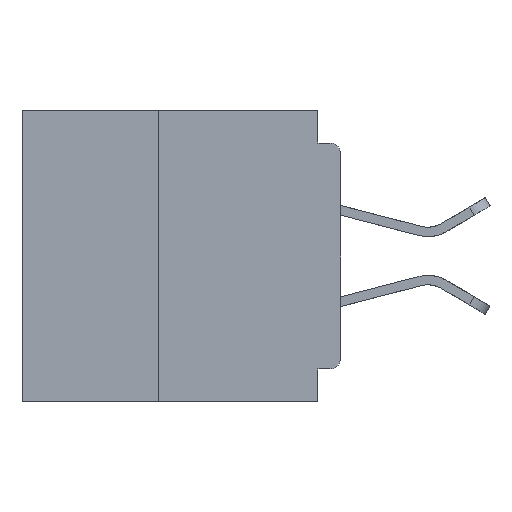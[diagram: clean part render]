
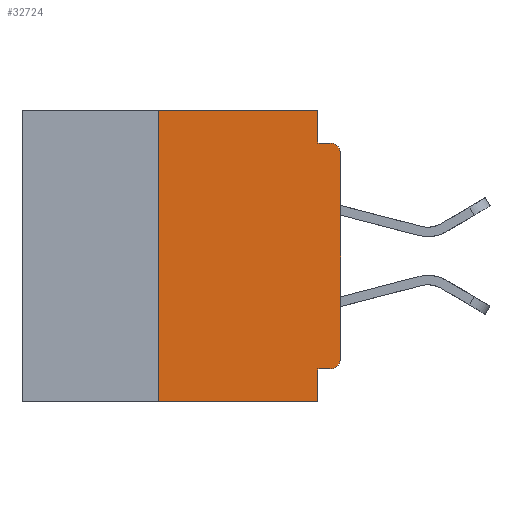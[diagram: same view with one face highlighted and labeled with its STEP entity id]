
A CAD part, left-side view. The second image highlights one B-rep face of the part: STEP entity #32724.
In plain terms, the highlighted planar face has unit normal (-1, 0, 0).
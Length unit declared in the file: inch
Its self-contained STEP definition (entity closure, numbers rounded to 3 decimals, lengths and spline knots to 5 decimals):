
#28 = CARTESIAN_POINT ( 'NONE',  ( 0., 0.031, -0.355 ) ) ;
#144 = EDGE_LOOP ( 'NONE', ( #35704, #9481, #33918, #31974, #26165, #28970, #24236, #21545, #4999, #34175 ) ) ;
#173 = VERTEX_POINT ( 'NONE', #33457 ) ;
#2067 = CIRCLE ( 'NONE', #27572, 0.015 ) ;
#2482 = CARTESIAN_POINT ( 'NONE',  ( 0., 0.031, 0. ) ) ;
#2697 = VECTOR ( 'NONE', #15910, 39.37008 ) ;
#2886 = PLANE ( 'NONE',  #23845 ) ;
#3402 = AXIS2_PLACEMENT_3D ( 'NONE', #14989, #34939, #17886 ) ;
#4152 = VERTEX_POINT ( 'NONE', #16980 ) ;
#4495 = LINE ( 'NONE', #5880, #19975 ) ;
#4653 = EDGE_CURVE ( 'NONE', #13255, #4152, #2067, .T. ) ;
#4744 = CARTESIAN_POINT ( 'NONE',  ( 0., 0.25, 0. ) ) ;
#4999 = ORIENTED_EDGE ( 'NONE', *, *, #22785, .F. ) ;
#5418 = CARTESIAN_POINT ( 'NONE',  ( 0., 0.031, -0.4 ) ) ;
#5880 = CARTESIAN_POINT ( 'NONE',  ( 0., 0.25, -0.4 ) ) ;
#6916 = LINE ( 'NONE', #13527, #13779 ) ;
#7128 = DIRECTION ( 'NONE',  ( 0., 0., -1. ) ) ;
#7135 = DIRECTION ( 'NONE',  ( -1., 0., 0. ) ) ;
#7175 = CARTESIAN_POINT ( 'NONE',  ( 0., 0.015, -0.06 ) ) ;
#7492 = DIRECTION ( 'NONE',  ( 0., -1., 0. ) ) ;
#7503 = VERTEX_POINT ( 'NONE', #35509 ) ;
#7666 = DIRECTION ( 'NONE',  ( 0., 1., 0. ) ) ;
#8640 = LINE ( 'NONE', #36805, #15500 ) ;
#8746 = CARTESIAN_POINT ( 'NONE',  ( 0., 0., -0.06 ) ) ;
#8790 = DIRECTION ( 'NONE',  ( 0., 0., -1. ) ) ;
#8814 = DIRECTION ( 'NONE',  ( 0., 0., 1. ) ) ;
#9028 = DIRECTION ( 'NONE',  ( 0., 0., -1. ) ) ;
#9266 = VECTOR ( 'NONE', #9028, 39.37008 ) ;
#9481 = ORIENTED_EDGE ( 'NONE', *, *, #4653, .T. ) ;
#10810 = EDGE_CURVE ( 'NONE', #28501, #15645, #23311, .T. ) ;
#10965 = EDGE_CURVE ( 'NONE', #31531, #18122, #24646, .T. ) ;
#11234 = LINE ( 'NONE', #21949, #25694 ) ;
#12671 = FACE_OUTER_BOUND ( 'NONE', #144, .T. ) ;
#13255 = VERTEX_POINT ( 'NONE', #8746 ) ;
#13527 = CARTESIAN_POINT ( 'NONE',  ( 0., 0., -0.355 ) ) ;
#13779 = VECTOR ( 'NONE', #7666, 39.37008 ) ;
#14989 = CARTESIAN_POINT ( 'NONE',  ( 0., 0.015, -0.34 ) ) ;
#15500 = VECTOR ( 'NONE', #19795, 39.37008 ) ;
#15645 = VERTEX_POINT ( 'NONE', #30898 ) ;
#15910 = DIRECTION ( 'NONE',  ( 0., -1., 0. ) ) ;
#16980 = CARTESIAN_POINT ( 'NONE',  ( 0., 0.015, -0.045 ) ) ;
#17886 = DIRECTION ( 'NONE',  ( 0., 0., -1. ) ) ;
#18122 = VERTEX_POINT ( 'NONE', #5418 ) ;
#19146 = LINE ( 'NONE', #27328, #2697 ) ;
#19795 = DIRECTION ( 'NONE',  ( 0., 0., 1. ) ) ;
#19975 = VECTOR ( 'NONE', #8814, 39.37008 ) ;
#20397 = VERTEX_POINT ( 'NONE', #4744 ) ;
#20560 = VERTEX_POINT ( 'NONE', #25762 ) ;
#20969 = DIRECTION ( 'NONE',  ( 0., -1., 0. ) ) ;
#21545 = ORIENTED_EDGE ( 'NONE', *, *, #10965, .F. ) ;
#21949 = CARTESIAN_POINT ( 'NONE',  ( 0., 0.437, -0.4 ) ) ;
#22785 = EDGE_CURVE ( 'NONE', #20560, #31531, #6916, .T. ) ;
#22845 = DIRECTION ( 'NONE',  ( 0., 0., -1. ) ) ;
#23311 = LINE ( 'NONE', #2482, #36624 ) ;
#23845 = AXIS2_PLACEMENT_3D ( 'NONE', #34393, #26100, #8790 ) ;
#24009 = EDGE_CURVE ( 'NONE', #173, #13255, #8640, .T. ) ;
#24236 = ORIENTED_EDGE ( 'NONE', *, *, #25692, .T. ) ;
#24646 = LINE ( 'NONE', #34867, #9266 ) ;
#25692 = EDGE_CURVE ( 'NONE', #7503, #18122, #11234, .T. ) ;
#25694 = VECTOR ( 'NONE', #7492, 39.37008 ) ;
#25762 = CARTESIAN_POINT ( 'NONE',  ( 0., 0.015, -0.355 ) ) ;
#26100 = DIRECTION ( 'NONE',  ( 1., 0., 0. ) ) ;
#26165 = ORIENTED_EDGE ( 'NONE', *, *, #31178, .F. ) ;
#27032 = VECTOR ( 'NONE', #20969, 39.37008 ) ;
#27328 = CARTESIAN_POINT ( 'NONE',  ( 0., 0.437, 0. ) ) ;
#27572 = AXIS2_PLACEMENT_3D ( 'NONE', #7175, #7135, #7128 ) ;
#27634 = CIRCLE ( 'NONE', #3402, 0.015 ) ;
#28501 = VERTEX_POINT ( 'NONE', #36268 ) ;
#28970 = ORIENTED_EDGE ( 'NONE', *, *, #32061, .F. ) ;
#30898 = CARTESIAN_POINT ( 'NONE',  ( 0., 0.031, -0.045 ) ) ;
#31178 = EDGE_CURVE ( 'NONE', #20397, #28501, #19146, .T. ) ;
#31531 = VERTEX_POINT ( 'NONE', #28 ) ;
#31563 = EDGE_CURVE ( 'NONE', #20560, #173, #27634, .T. ) ;
#31974 = ORIENTED_EDGE ( 'NONE', *, *, #10810, .F. ) ;
#32061 = EDGE_CURVE ( 'NONE', #7503, #20397, #4495, .T. ) ;
#32305 = CARTESIAN_POINT ( 'NONE',  ( 0., 0., -0.045 ) ) ;
#32724 = ADVANCED_FACE ( 'NONE', ( #12671 ), #2886, .F. ) ;
#33457 = CARTESIAN_POINT ( 'NONE',  ( 0., 0., -0.34 ) ) ;
#33918 = ORIENTED_EDGE ( 'NONE', *, *, #34716, .F. ) ;
#34175 = ORIENTED_EDGE ( 'NONE', *, *, #31563, .T. ) ;
#34393 = CARTESIAN_POINT ( 'NONE',  ( 0., 0.437, 0. ) ) ;
#34530 = LINE ( 'NONE', #32305, #27032 ) ;
#34716 = EDGE_CURVE ( 'NONE', #15645, #4152, #34530, .T. ) ;
#34867 = CARTESIAN_POINT ( 'NONE',  ( 0., 0.031, -0.4 ) ) ;
#34939 = DIRECTION ( 'NONE',  ( -1., 0., 0. ) ) ;
#35509 = CARTESIAN_POINT ( 'NONE',  ( 0., 0.25, -0.4 ) ) ;
#35704 = ORIENTED_EDGE ( 'NONE', *, *, #24009, .T. ) ;
#36268 = CARTESIAN_POINT ( 'NONE',  ( 0., 0.031, 0. ) ) ;
#36624 = VECTOR ( 'NONE', #22845, 39.37008 ) ;
#36805 = CARTESIAN_POINT ( 'NONE',  ( 0., 0., 0. ) ) ;
